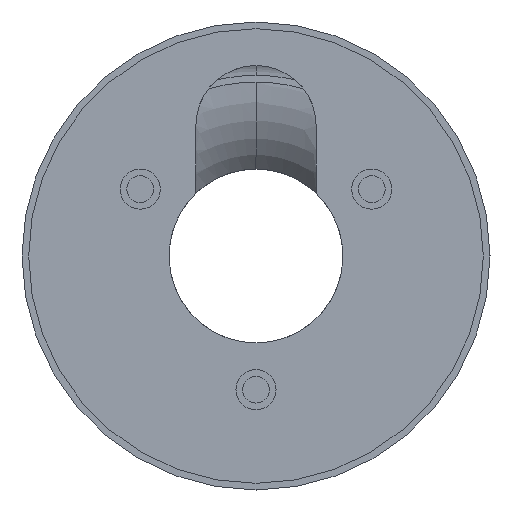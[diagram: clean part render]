
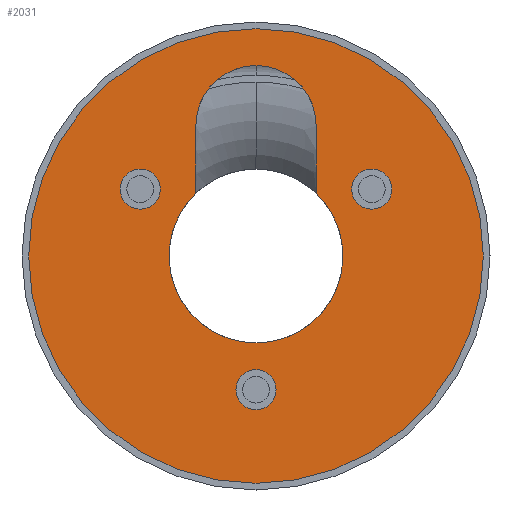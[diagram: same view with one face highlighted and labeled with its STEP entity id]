
A CAD part, front view. The second image highlights one B-rep face of the part: STEP entity #2031.
In plain terms, the highlighted planar face has unit normal (0, -1, 0).
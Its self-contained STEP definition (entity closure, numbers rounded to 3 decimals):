
#40 = VERTEX_POINT ( 'NONE', #2672 ) ;
#73 = ORIENTED_EDGE ( 'NONE', *, *, #1964, .F. ) ;
#96 = AXIS2_PLACEMENT_3D ( 'NONE', #1298, #1205, #1186 ) ;
#103 = EDGE_CURVE ( 'NONE', #40, #924, #2571, .T. ) ;
#198 = DIRECTION ( 'NONE',  ( 0., 0., -1. ) ) ;
#201 = VERTEX_POINT ( 'NONE', #1775 ) ;
#245 = CARTESIAN_POINT ( 'NONE',  ( -17.321, -76., 7. ) ) ;
#300 = DIRECTION ( 'NONE',  ( 0., -1., 0. ) ) ;
#329 = ORIENTED_EDGE ( 'NONE', *, *, #2327, .F. ) ;
#333 = CARTESIAN_POINT ( 'NONE',  ( 0., -76., 19.5 ) ) ;
#334 = CIRCLE ( 'NONE', #1590, 34. ) ;
#436 = VERTEX_POINT ( 'NONE', #528 ) ;
#448 = CIRCLE ( 'NONE', #1419, 13. ) ;
#458 = ORIENTED_EDGE ( 'NONE', *, *, #760, .T. ) ;
#466 = ORIENTED_EDGE ( 'NONE', *, *, #1021, .F. ) ;
#494 = ORIENTED_EDGE ( 'NONE', *, *, #2359, .F. ) ;
#528 = CARTESIAN_POINT ( 'NONE',  ( 9., -76., 19.5 ) ) ;
#552 = VERTEX_POINT ( 'NONE', #2668 ) ;
#579 = EDGE_LOOP ( 'NONE', ( #1697, #759 ) ) ;
#580 = CIRCLE ( 'NONE', #2569, 9. ) ;
#606 = AXIS2_PLACEMENT_3D ( 'NONE', #675, #2070, #902 ) ;
#616 = ORIENTED_EDGE ( 'NONE', *, *, #2267, .F. ) ;
#627 = EDGE_CURVE ( 'NONE', #792, #2333, #651, .T. ) ;
#651 = CIRCLE ( 'NONE', #96, 3. ) ;
#659 = VERTEX_POINT ( 'NONE', #1088 ) ;
#675 = CARTESIAN_POINT ( 'NONE',  ( -17.321, -76., 10. ) ) ;
#706 = EDGE_LOOP ( 'NONE', ( #1463, #73 ) ) ;
#715 = CARTESIAN_POINT ( 'NONE',  ( 17.321, -76., 10. ) ) ;
#757 = EDGE_LOOP ( 'NONE', ( #494, #466, #616, #329, #1637 ) ) ;
#759 = ORIENTED_EDGE ( 'NONE', *, *, #1887, .F. ) ;
#760 = EDGE_CURVE ( 'NONE', #1603, #201, #334, .T. ) ;
#763 = EDGE_CURVE ( 'NONE', #201, #1603, #904, .T. ) ;
#792 = VERTEX_POINT ( 'NONE', #1910 ) ;
#800 = ORIENTED_EDGE ( 'NONE', *, *, #627, .F. ) ;
#807 = CIRCLE ( 'NONE', #2631, 3. ) ;
#902 = DIRECTION ( 'NONE',  ( 0., 0., -1. ) ) ;
#904 = CIRCLE ( 'NONE', #1732, 34. ) ;
#916 = FACE_BOUND ( 'NONE', #2082, .T. ) ;
#924 = VERTEX_POINT ( 'NONE', #245 ) ;
#936 = DIRECTION ( 'NONE',  ( 0., 0., -1. ) ) ;
#953 = AXIS2_PLACEMENT_3D ( 'NONE', #1202, #2516, #1409 ) ;
#974 = EDGE_CURVE ( 'NONE', #1089, #2169, #448, .T. ) ;
#979 = FACE_BOUND ( 'NONE', #706, .T. ) ;
#1021 = EDGE_CURVE ( 'NONE', #659, #2584, #2520, .T. ) ;
#1058 = DIRECTION ( 'NONE',  ( 0., 0., -1. ) ) ;
#1087 = DIRECTION ( 'NONE',  ( 0., -1., 0. ) ) ;
#1088 = CARTESIAN_POINT ( 'NONE',  ( 0., -76., 28.5 ) ) ;
#1089 = VERTEX_POINT ( 'NONE', #1817 ) ;
#1101 = LINE ( 'NONE', #2198, #2072 ) ;
#1186 = DIRECTION ( 'NONE',  ( 0., 0., -1. ) ) ;
#1202 = CARTESIAN_POINT ( 'NONE',  ( 0., -76., -20. ) ) ;
#1205 = DIRECTION ( 'NONE',  ( 0., -1., 0. ) ) ;
#1222 = EDGE_CURVE ( 'NONE', #2333, #792, #2667, .T. ) ;
#1249 = DIRECTION ( 'NONE',  ( 0., -1., 0. ) ) ;
#1298 = CARTESIAN_POINT ( 'NONE',  ( 17.321, -76., 10. ) ) ;
#1398 = EDGE_CURVE ( 'NONE', #552, #1428, #1720, .T. ) ;
#1405 = FACE_OUTER_BOUND ( 'NONE', #1843, .T. ) ;
#1409 = DIRECTION ( 'NONE',  ( 0., 0., -1. ) ) ;
#1419 = AXIS2_PLACEMENT_3D ( 'NONE', #1854, #1849, #1827 ) ;
#1428 = VERTEX_POINT ( 'NONE', #2172 ) ;
#1463 = ORIENTED_EDGE ( 'NONE', *, *, #103, .F. ) ;
#1590 = AXIS2_PLACEMENT_3D ( 'NONE', #2446, #2486, #2429 ) ;
#1602 = ORIENTED_EDGE ( 'NONE', *, *, #763, .T. ) ;
#1603 = VERTEX_POINT ( 'NONE', #2401 ) ;
#1637 = ORIENTED_EDGE ( 'NONE', *, *, #974, .F. ) ;
#1643 = DIRECTION ( 'NONE',  ( 0., 0., 1. ) ) ;
#1697 = ORIENTED_EDGE ( 'NONE', *, *, #1398, .F. ) ;
#1720 = CIRCLE ( 'NONE', #953, 3. ) ;
#1722 = CARTESIAN_POINT ( 'NONE',  ( -9., -76., 19.5 ) ) ;
#1731 = DIRECTION ( 'NONE',  ( 0., -1., 0. ) ) ;
#1732 = AXIS2_PLACEMENT_3D ( 'NONE', #2321, #2310, #2300 ) ;
#1772 = CARTESIAN_POINT ( 'NONE',  ( 9., -76., 9.381 ) ) ;
#1775 = CARTESIAN_POINT ( 'NONE',  ( 0., -76., -34. ) ) ;
#1817 = CARTESIAN_POINT ( 'NONE',  ( -9., -76., 9.381 ) ) ;
#1827 = DIRECTION ( 'NONE',  ( 0., 0., -1. ) ) ;
#1843 = EDGE_LOOP ( 'NONE', ( #458, #1602 ) ) ;
#1849 = DIRECTION ( 'NONE',  ( 0., -1., 0. ) ) ;
#1854 = CARTESIAN_POINT ( 'NONE',  ( 0., -76., 0. ) ) ;
#1887 = EDGE_CURVE ( 'NONE', #1428, #552, #807, .T. ) ;
#1910 = CARTESIAN_POINT ( 'NONE',  ( 17.321, -76., 7. ) ) ;
#1913 = PLANE ( 'NONE',  #1973 ) ;
#1962 = FACE_BOUND ( 'NONE', #579, .T. ) ;
#1964 = EDGE_CURVE ( 'NONE', #924, #40, #2617, .T. ) ;
#1973 = AXIS2_PLACEMENT_3D ( 'NONE', #2095, #1731, #2292 ) ;
#2011 = VECTOR ( 'NONE', #1058, 1000. ) ;
#2031 = ADVANCED_FACE ( 'NONE', ( #1962, #1405, #979, #916, #2392 ), #1913, .T. ) ;
#2070 = DIRECTION ( 'NONE',  ( 0., -1., 0. ) ) ;
#2072 = VECTOR ( 'NONE', #1643, 1000. ) ;
#2082 = EDGE_LOOP ( 'NONE', ( #2558, #800 ) ) ;
#2089 = AXIS2_PLACEMENT_3D ( 'NONE', #2258, #2247, #2237 ) ;
#2095 = CARTESIAN_POINT ( 'NONE',  ( 0., -76., 0. ) ) ;
#2103 = DIRECTION ( 'NONE',  ( 0., -1., 0. ) ) ;
#2132 = AXIS2_PLACEMENT_3D ( 'NONE', #715, #2103, #936 ) ;
#2169 = VERTEX_POINT ( 'NONE', #1772 ) ;
#2172 = CARTESIAN_POINT ( 'NONE',  ( 0., -76., -23. ) ) ;
#2198 = CARTESIAN_POINT ( 'NONE',  ( 9., -76., 9.381 ) ) ;
#2213 = CARTESIAN_POINT ( 'NONE',  ( 17.321, -76., 13. ) ) ;
#2229 = CARTESIAN_POINT ( 'NONE',  ( -9., -76., 19.5 ) ) ;
#2237 = DIRECTION ( 'NONE',  ( 0., 0., -1. ) ) ;
#2247 = DIRECTION ( 'NONE',  ( 0., -1., 0. ) ) ;
#2248 = CARTESIAN_POINT ( 'NONE',  ( 0., -76., -20. ) ) ;
#2258 = CARTESIAN_POINT ( 'NONE',  ( -17.321, -76., 10. ) ) ;
#2267 = EDGE_CURVE ( 'NONE', #436, #659, #580, .T. ) ;
#2292 = DIRECTION ( 'NONE',  ( 0., 0., -1. ) ) ;
#2300 = DIRECTION ( 'NONE',  ( 0., 0., -1. ) ) ;
#2306 = AXIS2_PLACEMENT_3D ( 'NONE', #333, #300, #198 ) ;
#2310 = DIRECTION ( 'NONE',  ( 0., -1., 0. ) ) ;
#2321 = CARTESIAN_POINT ( 'NONE',  ( 0., -76., 0. ) ) ;
#2327 = EDGE_CURVE ( 'NONE', #2169, #436, #1101, .T. ) ;
#2333 = VERTEX_POINT ( 'NONE', #2213 ) ;
#2359 = EDGE_CURVE ( 'NONE', #2584, #1089, #2447, .T. ) ;
#2376 = CARTESIAN_POINT ( 'NONE',  ( 0., -76., 19.5 ) ) ;
#2392 = FACE_BOUND ( 'NONE', #757, .T. ) ;
#2401 = CARTESIAN_POINT ( 'NONE',  ( 0., -76., 34. ) ) ;
#2423 = DIRECTION ( 'NONE',  ( 0., 0., -1. ) ) ;
#2429 = DIRECTION ( 'NONE',  ( 0., 0., -1. ) ) ;
#2446 = CARTESIAN_POINT ( 'NONE',  ( 0., -76., 0. ) ) ;
#2447 = LINE ( 'NONE', #2229, #2011 ) ;
#2486 = DIRECTION ( 'NONE',  ( 0., -1., 0. ) ) ;
#2516 = DIRECTION ( 'NONE',  ( 0., -1., 0. ) ) ;
#2520 = CIRCLE ( 'NONE', #2306, 9. ) ;
#2552 = DIRECTION ( 'NONE',  ( 0., 0., -1. ) ) ;
#2558 = ORIENTED_EDGE ( 'NONE', *, *, #1222, .F. ) ;
#2569 = AXIS2_PLACEMENT_3D ( 'NONE', #2376, #1249, #2552 ) ;
#2571 = CIRCLE ( 'NONE', #2089, 3. ) ;
#2584 = VERTEX_POINT ( 'NONE', #1722 ) ;
#2617 = CIRCLE ( 'NONE', #606, 3. ) ;
#2631 = AXIS2_PLACEMENT_3D ( 'NONE', #2248, #1087, #2423 ) ;
#2667 = CIRCLE ( 'NONE', #2132, 3. ) ;
#2668 = CARTESIAN_POINT ( 'NONE',  ( 0., -76., -17. ) ) ;
#2672 = CARTESIAN_POINT ( 'NONE',  ( -17.321, -76., 13. ) ) ;
